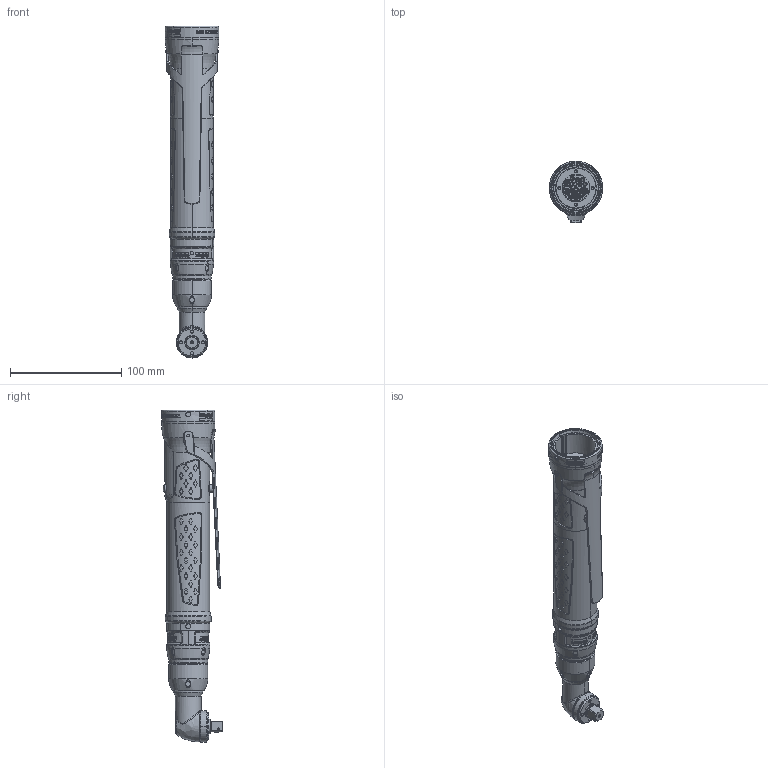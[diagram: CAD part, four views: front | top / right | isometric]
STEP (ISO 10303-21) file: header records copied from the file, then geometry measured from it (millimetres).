
FILE_DESCRIPTION((''),'2;1');
FILE_NAME('8436412012_ASM','2013-01-25T',('Tooextcsr'),(''),'PRO/ENGINEER BY PARAMETRIC TECHNOLOGY CORPORATION, 2011410','PRO/ENGINEER BY PARAMETRIC TECHNOLOGY CORPORATION, 2011410','');
FILE_SCHEMA(('CONFIG_CONTROL_DESIGN', 'GEOMETRIC_VALIDATION_PROPERTIES_MIM'));
Products named in the file (52): 4220410004; 4220011402; 4220405381_ASM; 4220406381_ASM; 4220303500; 4220254903; 4222011600; 4220410081_SPEC_ASM; 4220410080_ASM; 4220434410; 4220253410_DEFORMED; 4220434481_ASM; 4220434210; 4220417710; 4220417781_ASM; 4220408000; 4220408004; 4220408003; 4220408081_ASM; 4220408001; 4224211402_ASM; 4220428906; 4220433801; 4220433886_ASM; 4220405913; 4224226802_ASM; 4220421101; 4220421180_ASM; 4220407300; EA_DIOD_ORANGE; EA_DIOD_RED; EA_DIOD_YELLOW; EA_DIOD_GREEN; EA_DIOD_BLUE; 4220417180_ASM; 4220449400; 4220407380_ASM; 4220407702; 4220407781_ASM; 4220407703 ...
Assembly tree (58 placements, depth 5):
  8436412012_ASM
    4224211402_ASM
      4220406381_ASM
        4220405381_ASM
          4220410004
          4220011402  x3
      4220410080_ASM
        4220410081_SPEC_ASM
          4220303500
          4220254903
          4222011600
      4220434481_ASM
        4220434410
        4220253410_DEFORMED
      4220417781_ASM
        4220434210
        4220417710
      4220408081_ASM
        4220408000
        4220408004
        4220408003
      4220408001
    4220433886_ASM
      4220428906
      4220433801  x2
    4224226802_ASM
      4220405913
    4224230602_ASM
      4220421180_ASM
        4220421101
      4220407380_ASM
        4220407300
        4220417180_ASM
          EA_DIOD_ORANGE
          EA_DIOD_RED  x2
          EA_DIOD_YELLOW  x2
          EA_DIOD_GREEN  x2
          EA_DIOD_BLUE  x2
        4220449400
      4220407781_ASM
        4220407702
      4220407703
    4224250304_ASM
      4220242201
      4220282260_ASM
        4210246335
      4220242600
      4090066100
      4220244700
      4250085100
      0108169062
    4220370301
Bounding box: 48 x 54.8 x 297.97 mm (x, y, z)
Volume: 108435.5 mm3; surface area: 129800.6 mm2
Topology: 50 solids, 59 shells, 4693 faces, 12008 edges, 7672 vertices
Faces by surface type: plane 1534, bspline 1416, cylinder 927, extrusion 432, cone 214, torus 158, sphere 12
Entity records: 225790 total; most frequent: CARTESIAN_POINT 86499, ORIENTED_EDGE 23470, DIRECTION 15802, EDGE_CURVE 11750, PRESENTATION_STYLE_ASSIGNMENT 11689, STYLED_ITEM 11580, CURVE_STYLE 11543, VERTEX_POINT 7527
